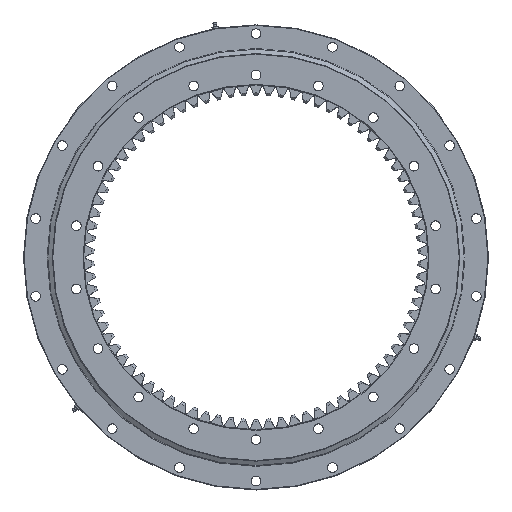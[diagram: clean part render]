
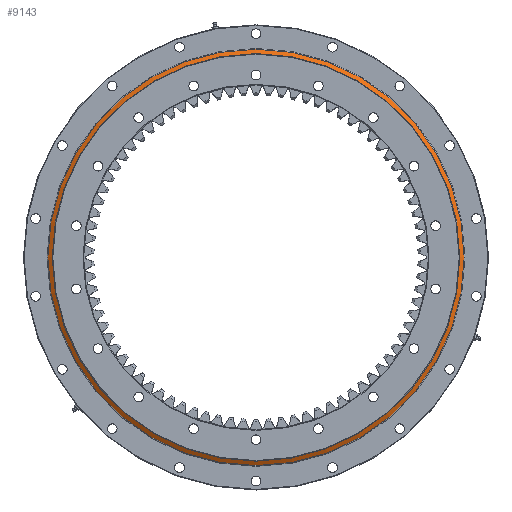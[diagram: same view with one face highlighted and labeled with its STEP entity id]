
A CAD part, top view. The second image highlights one B-rep face of the part: STEP entity #9143.
In plain terms, the highlighted conical face has half-angle 58.57 degrees and reference radius 357.5 mm.
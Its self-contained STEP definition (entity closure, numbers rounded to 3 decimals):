
#4633 = DIRECTION ( 'NONE',  ( 0., 0., -1. ) ) ;
#5570 = CONICAL_SURFACE ( 'NONE', #16944, 357.5, 1.022 ) ;
#9143 = ADVANCED_FACE ( 'NONE', ( #32764, #22306 ), #5570, .T. ) ;
#10165 = VERTEX_POINT ( 'NONE', #39429 ) ;
#13010 = ORIENTED_EDGE ( 'NONE', *, *, #16570, .T. ) ;
#16570 = EDGE_CURVE ( 'NONE', #10165, #10165, #23556, .T. ) ;
#16944 = AXIS2_PLACEMENT_3D ( 'NONE', #28350, #24691, #4633 ) ;
#17052 = AXIS2_PLACEMENT_3D ( 'NONE', #31025, #38021, #41383 ) ;
#17747 = DIRECTION ( 'NONE',  ( 0., -1., 0. ) ) ;
#19292 = CIRCLE ( 'NONE', #17052, 365.044 ) ;
#21132 = DIRECTION ( 'NONE',  ( 0., 0., -1. ) ) ;
#22306 = FACE_BOUND ( 'NONE', #38616, .T. ) ;
#23556 = CIRCLE ( 'NONE', #38661, 357.5 ) ;
#24691 = DIRECTION ( 'NONE',  ( 0., -1., 0. ) ) ;
#26681 = CARTESIAN_POINT ( 'NONE',  ( 350.5, -2.61, -365.044 ) ) ;
#28350 = CARTESIAN_POINT ( 'NONE',  ( 350.5, 2., 0. ) ) ;
#31025 = CARTESIAN_POINT ( 'NONE',  ( 350.5, -2.61, 0. ) ) ;
#32645 = VERTEX_POINT ( 'NONE', #26681 ) ;
#32764 = FACE_OUTER_BOUND ( 'NONE', #38960, .T. ) ;
#34470 = CARTESIAN_POINT ( 'NONE',  ( 350.5, 2., 0. ) ) ;
#34948 = ORIENTED_EDGE ( 'NONE', *, *, #38950, .F. ) ;
#38021 = DIRECTION ( 'NONE',  ( 0., -1., 0. ) ) ;
#38616 = EDGE_LOOP ( 'NONE', ( #13010 ) ) ;
#38661 = AXIS2_PLACEMENT_3D ( 'NONE', #34470, #17747, #21132 ) ;
#38950 = EDGE_CURVE ( 'NONE', #32645, #32645, #19292, .T. ) ;
#38960 = EDGE_LOOP ( 'NONE', ( #34948 ) ) ;
#39429 = CARTESIAN_POINT ( 'NONE',  ( 350.5, 2., -357.5 ) ) ;
#41383 = DIRECTION ( 'NONE',  ( 0., 0., -1. ) ) ;
